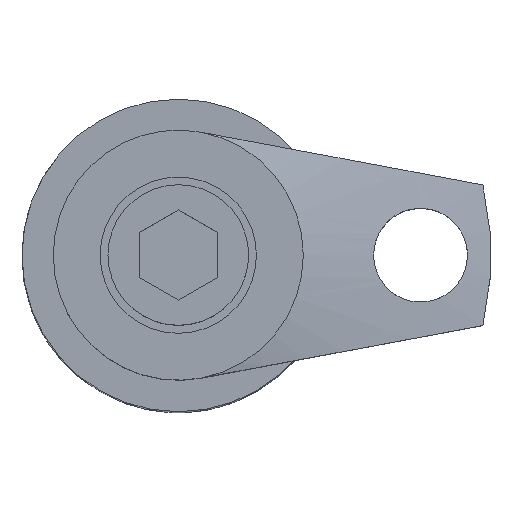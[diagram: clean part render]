
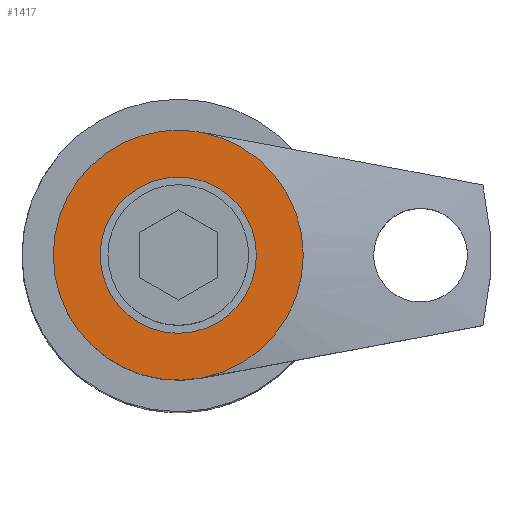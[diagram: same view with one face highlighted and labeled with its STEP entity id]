
A CAD part, top view. The second image highlights one B-rep face of the part: STEP entity #1417.
In plain terms, the highlighted planar face has unit normal (0, 0, 1).
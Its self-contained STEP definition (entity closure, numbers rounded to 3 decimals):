
#38 = AXIS2_PLACEMENT_3D ( 'NONE', #869, #2358, #2170 ) ;
#47 = CARTESIAN_POINT ( 'NONE',  ( -16., 0., 55. ) ) ;
#299 = PLANE ( 'NONE',  #1301 ) ;
#332 = DIRECTION ( 'NONE',  ( 0., 0., 1. ) ) ;
#413 = DIRECTION ( 'NONE',  ( 0., 0., 1. ) ) ;
#421 = ORIENTED_EDGE ( 'NONE', *, *, #1997, .F. ) ;
#472 = CARTESIAN_POINT ( 'NONE',  ( 0., 0., 55. ) ) ;
#485 = FACE_OUTER_BOUND ( 'NONE', #895, .T. ) ;
#495 = CARTESIAN_POINT ( 'NONE',  ( 0., 0., 55. ) ) ;
#585 = CARTESIAN_POINT ( 'NONE',  ( 0., 0., 55. ) ) ;
#587 = EDGE_CURVE ( 'NONE', #1940, #1709, #1338, .T. ) ;
#599 = VERTEX_POINT ( 'NONE', #47 ) ;
#646 = DIRECTION ( 'NONE',  ( 1., 0., 0. ) ) ;
#673 = FACE_BOUND ( 'NONE', #2120, .T. ) ;
#737 = ORIENTED_EDGE ( 'NONE', *, *, #1882, .T. ) ;
#787 = ORIENTED_EDGE ( 'NONE', *, *, #1669, .F. ) ;
#826 = CIRCLE ( 'NONE', #1911, 16. ) ;
#869 = CARTESIAN_POINT ( 'NONE',  ( 0., 0., 55. ) ) ;
#895 = EDGE_LOOP ( 'NONE', ( #2076, #1368, #737 ) ) ;
#928 = VERTEX_POINT ( 'NONE', #1641 ) ;
#955 = CIRCLE ( 'NONE', #2314, 16. ) ;
#958 = CARTESIAN_POINT ( 'NONE',  ( 2.936, 15.728, 55. ) ) ;
#1029 = CARTESIAN_POINT ( 'NONE',  ( 0., 0., 55. ) ) ;
#1098 = CIRCLE ( 'NONE', #1719, 10. ) ;
#1192 = CARTESIAN_POINT ( 'NONE',  ( 10., 0., 55. ) ) ;
#1212 = AXIS2_PLACEMENT_3D ( 'NONE', #585, #1729, #2240 ) ;
#1229 = DIRECTION ( 'NONE',  ( 0., 0., 1. ) ) ;
#1243 = EDGE_CURVE ( 'NONE', #1709, #599, #826, .T. ) ;
#1301 = AXIS2_PLACEMENT_3D ( 'NONE', #495, #1229, #1627 ) ;
#1333 = DIRECTION ( 'NONE',  ( 1., 0., 0. ) ) ;
#1338 = CIRCLE ( 'NONE', #1212, 16. ) ;
#1368 = ORIENTED_EDGE ( 'NONE', *, *, #1243, .T. ) ;
#1400 = DIRECTION ( 'NONE',  ( 0., 0., 1. ) ) ;
#1417 = ADVANCED_FACE ( 'NONE', ( #673, #485 ), #299, .T. ) ;
#1577 = DIRECTION ( 'NONE',  ( 1., 0., 0. ) ) ;
#1627 = DIRECTION ( 'NONE',  ( 1., 0., 0. ) ) ;
#1641 = CARTESIAN_POINT ( 'NONE',  ( -10., 0., 55. ) ) ;
#1669 = EDGE_CURVE ( 'NONE', #928, #1670, #1098, .T. ) ;
#1670 = VERTEX_POINT ( 'NONE', #1192 ) ;
#1709 = VERTEX_POINT ( 'NONE', #958 ) ;
#1719 = AXIS2_PLACEMENT_3D ( 'NONE', #2060, #413, #1333 ) ;
#1729 = DIRECTION ( 'NONE',  ( 0., 0., 1. ) ) ;
#1771 = CIRCLE ( 'NONE', #38, 10. ) ;
#1882 = EDGE_CURVE ( 'NONE', #599, #1940, #955, .T. ) ;
#1911 = AXIS2_PLACEMENT_3D ( 'NONE', #1029, #332, #1577 ) ;
#1940 = VERTEX_POINT ( 'NONE', #2129 ) ;
#1997 = EDGE_CURVE ( 'NONE', #1670, #928, #1771, .T. ) ;
#2060 = CARTESIAN_POINT ( 'NONE',  ( 0., 0., 55. ) ) ;
#2076 = ORIENTED_EDGE ( 'NONE', *, *, #587, .T. ) ;
#2120 = EDGE_LOOP ( 'NONE', ( #421, #787 ) ) ;
#2129 = CARTESIAN_POINT ( 'NONE',  ( 2.936, -15.728, 55. ) ) ;
#2170 = DIRECTION ( 'NONE',  ( 1., 0., 0. ) ) ;
#2240 = DIRECTION ( 'NONE',  ( 1., 0., 0. ) ) ;
#2314 = AXIS2_PLACEMENT_3D ( 'NONE', #472, #1400, #646 ) ;
#2358 = DIRECTION ( 'NONE',  ( 0., 0., 1. ) ) ;
